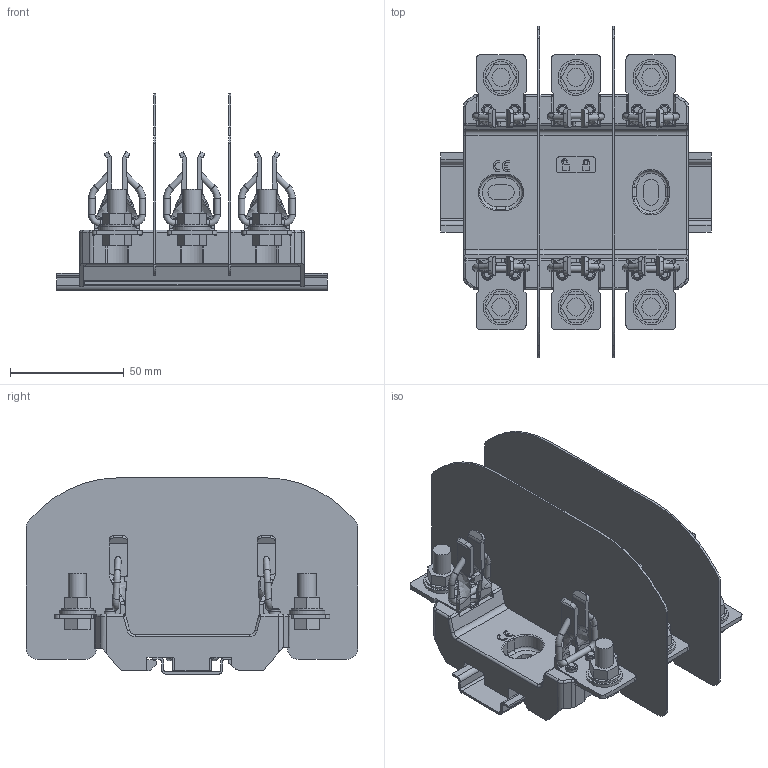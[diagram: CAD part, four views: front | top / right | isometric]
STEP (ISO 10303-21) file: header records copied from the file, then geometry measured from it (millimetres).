
FILE_DESCRIPTION(/* description */ (''),/* implementation_level */ '2;1');
FILE_NAME(/* name */ '3D_NH00_ST_3P_BOLT_CONNECTION_SAMPLE.stp',/* time_stamp */ '2017-10-10T13:32:30+02:00',/* author */ (''),/* organization */ (''),/* preprocessor_version */ 'ST-DEVELOPER v16',/* originating_system */ 'SIEMENS PLM Software NX 11.0',/* authorisation */ '');
FILE_SCHEMA (('CONFIG_CONTROL_DESIGN'));
Products named in the file (1): 3D_NH00_ST_3P_BOLT_CONNECTION_SAMPLE
Bounding box: 119 x 146 x 86.5 mm (x, y, z)
Volume: 115204.4 mm3; surface area: 120720 mm2
Topology: 1 solids, 5 shells, 2642 faces, 7382 edges, 4676 vertices
Faces by surface type: plane 1268, cylinder 894, bspline 274, torus 140, sphere 54, cone 12
Full cylindrical faces by diameter (mm): 2.8 x30, 4 x12, 5 x12, 7.6 x12, 8 x18, 14.037 x6, 15.8 x6
Entity records: 92802 total; most frequent: CARTESIAN_POINT 28959, ORIENTED_EDGE 14002, DIRECTION 12235, EDGE_CURVE 7001, VERTEX_POINT 4588, AXIS2_PLACEMENT_3D 4191, LINE 3853, VECTOR 3853
